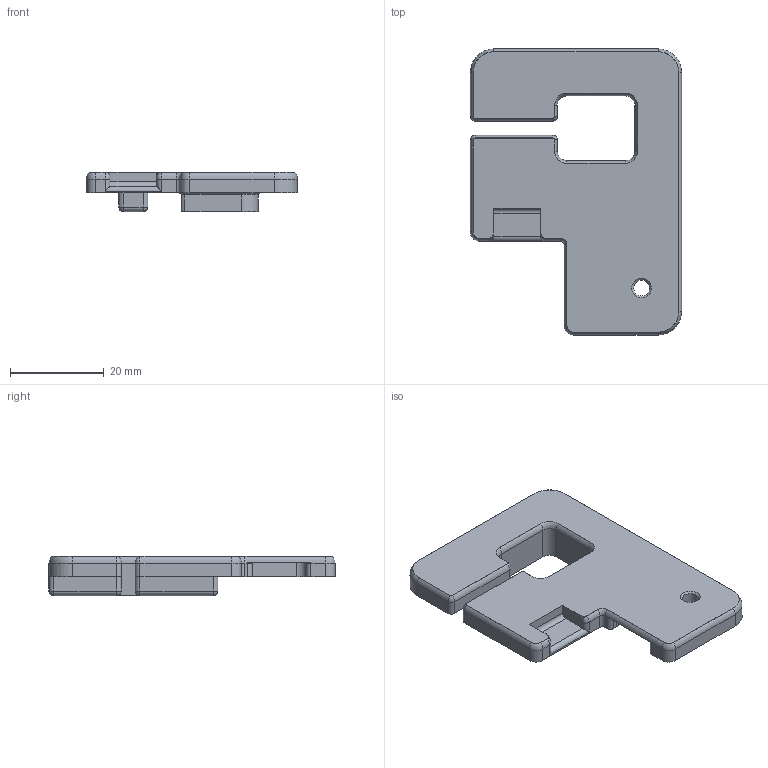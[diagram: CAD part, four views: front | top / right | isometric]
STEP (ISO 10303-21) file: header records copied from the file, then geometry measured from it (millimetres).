
FILE_DESCRIPTION(/* description */ ('STEP AP242','CAx-IF Rec.Pracs.---Representation and Presentation of Product Manufacturing Information (PMI)---4.0---2014-10-13','CAx-IF Rec.Pracs.---3D Tessellated Geometry---0.4---2014-09-14','2;1'),/* implementation_level */ '2;1');
FILE_NAME(/* name */ '63e0fea657d2cb48785eea02',/* time_stamp */ '2023-02-06T13:20:39+00:00',/* author */ (''),/* organization */ (''),/* preprocessor_version */ 'ST-DEVELOPER v18.102',/* originating_system */ ' ',/* authorisation */ ' ');
FILE_SCHEMA (('AP242_MANAGED_MODEL_BASED_3D_ENGINEERING_MIM_LF { 1 0 10303 442 1 1 4 }'));
Length unit declared in the file: metre
Products named in the file (1): part A
Bounding box: 45.04 x 61 x 8.4 mm (x, y, z)
Volume: 9069.3 mm3; surface area: 6101.1 mm2
Topology: 1 solids, 1 shells, 164 faces, 392 edges, 230 vertices
Faces by surface type: cylinder 67, plane 54, torus 18, cone 15, sphere 10
Full cylindrical faces by diameter (mm): 3.4 x1
Entity records: 4708 total; most frequent: DIRECTION 868, CARTESIAN_POINT 823, ORIENTED_EDGE 778, EDGE_CURVE 389, AXIS2_PLACEMENT_3D 326, VERTEX_POINT 229, LINE 216, VECTOR 216
